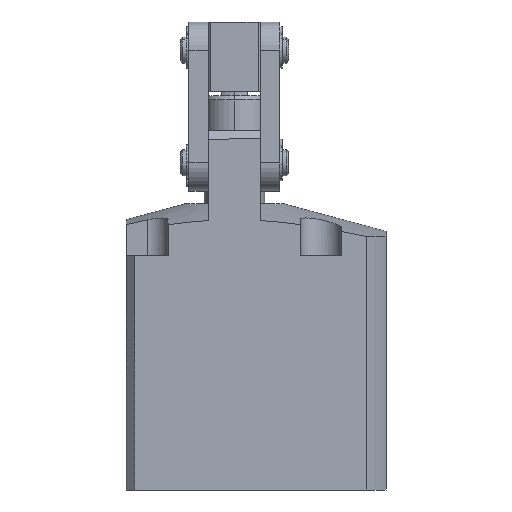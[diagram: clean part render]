
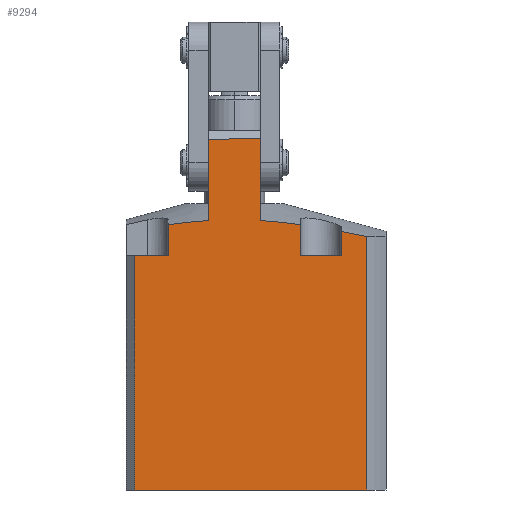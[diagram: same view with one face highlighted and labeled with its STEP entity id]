
A CAD part, front view. The second image highlights one B-rep face of the part: STEP entity #9294.
In plain terms, the highlighted planar face has unit normal (0, -1, 0).
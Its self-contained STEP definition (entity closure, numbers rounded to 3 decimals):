
#14 = B_SPLINE_CURVE_WITH_KNOTS ( 'NONE', 3,
 ( #989, #968, #998, #999, #1000, #1001 ),
 .UNSPECIFIED., .F., .F.,
 ( 4, 2, 4 ),
 ( 0.061, 0.065, 0.07 ),
 .UNSPECIFIED. ) ;
#18 = B_SPLINE_CURVE_WITH_KNOTS ( 'NONE', 3,
 ( #6837, #6836, #6854, #6855 ),
 .UNSPECIFIED., .F., .F.,
 ( 4, 4 ),
 ( 0.039, 0.049 ),
 .UNSPECIFIED. ) ;
#723 = CARTESIAN_POINT ( 'NONE',  ( 30.582, -25., 66. ) ) ;
#725 = DIRECTION ( 'NONE',  ( 0., 0., -1. ) ) ;
#741 = CARTESIAN_POINT ( 'NONE',  ( 15.25, -25., 54. ) ) ;
#746 = DIRECTION ( 'NONE',  ( 0., 0., 1. ) ) ;
#750 = CARTESIAN_POINT ( 'NONE',  ( -15.25, -25., 54. ) ) ;
#752 = DIRECTION ( 'NONE',  ( 0., 0., 1. ) ) ;
#757 = DIRECTION ( 'NONE',  ( 0., 0., 1. ) ) ;
#759 = CARTESIAN_POINT ( 'NONE',  ( 6., -25., -500000. ) ) ;
#763 = CARTESIAN_POINT ( 'NONE',  ( -23., -25., 66. ) ) ;
#764 = DIRECTION ( 'NONE',  ( 0., 0., -1. ) ) ;
#765 = CARTESIAN_POINT ( 'NONE',  ( -6., -25., -500000. ) ) ;
#766 = DIRECTION ( 'NONE',  ( 0., 0., 1. ) ) ;
#767 = CARTESIAN_POINT ( 'NONE',  ( -6., -25., 81. ) ) ;
#768 = DIRECTION ( 'NONE',  ( -1., 0., 0. ) ) ;
#879 = CARTESIAN_POINT ( 'NONE',  ( 24.75, -25., 59.655 ) ) ;
#880 = CARTESIAN_POINT ( 'NONE',  ( 26.698, -25., 59.288 ) ) ;
#884 = CARTESIAN_POINT ( 'NONE',  ( 28.642, -25., 58.9 ) ) ;
#885 = CARTESIAN_POINT ( 'NONE',  ( 30.582, -25., 58.497 ) ) ;
#953 = CARTESIAN_POINT ( 'NONE',  ( -25., -25., 54. ) ) ;
#954 = DIRECTION ( 'NONE',  ( -1., 0., 0. ) ) ;
#968 = CARTESIAN_POINT ( 'NONE',  ( 7.541, -25., 62.096 ) ) ;
#988 = CARTESIAN_POINT ( 'NONE',  ( 24.75, -25., 54. ) ) ;
#989 = CARTESIAN_POINT ( 'NONE',  ( 6., -25., 62.192 ) ) ;
#990 = DIRECTION ( 'NONE',  ( 0., 0., 1. ) ) ;
#992 = CARTESIAN_POINT ( 'NONE',  ( 15.25, -25., 54. ) ) ;
#993 = DIRECTION ( 'NONE',  ( -1., 0., 0. ) ) ;
#998 = CARTESIAN_POINT ( 'NONE',  ( 9.082, -25., 61.964 ) ) ;
#999 = CARTESIAN_POINT ( 'NONE',  ( 12.168, -25., 61.641 ) ) ;
#1000 = CARTESIAN_POINT ( 'NONE',  ( 13.713, -25., 61.449 ) ) ;
#1001 = CARTESIAN_POINT ( 'NONE',  ( 15.25, -25., 61.235 ) ) ;
#1020 = VERTEX_POINT ( 'NONE', #1608 ) ;
#1021 = VERTEX_POINT ( 'NONE', #1599 ) ;
#1022 = VERTEX_POINT ( 'NONE', #1604 ) ;
#1025 = VERTEX_POINT ( 'NONE', #1593 ) ;
#1028 = VERTEX_POINT ( 'NONE', #1615 ) ;
#1030 = VERTEX_POINT ( 'NONE', #1619 ) ;
#1336 = EDGE_CURVE ( 'NONE', #6624, #3075, #2038, .T. ) ;
#1593 = CARTESIAN_POINT ( 'NONE',  ( 15.25, -25., 54. ) ) ;
#1599 = CARTESIAN_POINT ( 'NONE',  ( -23., -25., 54. ) ) ;
#1604 = CARTESIAN_POINT ( 'NONE',  ( 24.75, -25., 54. ) ) ;
#1608 = CARTESIAN_POINT ( 'NONE',  ( -15.25, -25., 54. ) ) ;
#1615 = CARTESIAN_POINT ( 'NONE',  ( 6., -25., 81. ) ) ;
#1619 = CARTESIAN_POINT ( 'NONE',  ( -6., -25., 81. ) ) ;
#2038 = LINE ( 'NONE', #5214, #2048 ) ;
#2048 = VECTOR ( 'NONE', #5216, 1000. ) ;
#2916 = LINE ( 'NONE', #723, #2919 ) ;
#2919 = VECTOR ( 'NONE', #725, 1000. ) ;
#3075 = VERTEX_POINT ( 'NONE', #7360 ) ;
#3326 = EDGE_LOOP ( 'NONE', ( #6335, #6336, #6337, #6338, #6339, #6340, #6341, #6342, #6343, #6344, #6345, #6346, #6347, #6348 ) ) ;
#3568 = VERTEX_POINT ( 'NONE', #7448 ) ;
#3574 = VERTEX_POINT ( 'NONE', #7451 ) ;
#3576 = VERTEX_POINT ( 'NONE', #7452 ) ;
#3581 = VERTEX_POINT ( 'NONE', #7455 ) ;
#3583 = VERTEX_POINT ( 'NONE', #7456 ) ;
#3592 = VERTEX_POINT ( 'NONE', #7460 ) ;
#4592 = AXIS2_PLACEMENT_3D ( 'NONE', #7139, #7149, #7150 ) ;
#5214 = CARTESIAN_POINT ( 'NONE',  ( 0., -25., 0. ) ) ;
#5216 = DIRECTION ( 'NONE',  ( 1., 0., 0. ) ) ;
#6335 = ORIENTED_EDGE ( 'NONE', *, *, #8265, .T. ) ;
#6336 = ORIENTED_EDGE ( 'NONE', *, *, #8223, .T. ) ;
#6337 = ORIENTED_EDGE ( 'NONE', *, *, #1336, .T. ) ;
#6338 = ORIENTED_EDGE ( 'NONE', *, *, #8204, .F. ) ;
#6339 = ORIENTED_EDGE ( 'NONE', *, *, #8249, .F. ) ;
#6340 = ORIENTED_EDGE ( 'NONE', *, *, #8274, .F. ) ;
#6341 = ORIENTED_EDGE ( 'NONE', *, *, #8276, .T. ) ;
#6342 = ORIENTED_EDGE ( 'NONE', *, *, #8217, .T. ) ;
#6343 = ORIENTED_EDGE ( 'NONE', *, *, #8278, .F. ) ;
#6344 = ORIENTED_EDGE ( 'NONE', *, *, #8222, .T. ) ;
#6345 = ORIENTED_EDGE ( 'NONE', *, *, #8227, .T. ) ;
#6346 = ORIENTED_EDGE ( 'NONE', *, *, #8224, .F. ) ;
#6347 = ORIENTED_EDGE ( 'NONE', *, *, #8292, .F. ) ;
#6348 = ORIENTED_EDGE ( 'NONE', *, *, #8219, .F. ) ;
#6624 = VERTEX_POINT ( 'NONE', #7470 ) ;
#6836 = CARTESIAN_POINT ( 'NONE',  ( -12.171, -25., 61.664 ) ) ;
#6837 = CARTESIAN_POINT ( 'NONE',  ( -15.25, -25., 61.235 ) ) ;
#6854 = CARTESIAN_POINT ( 'NONE',  ( -9.088, -25., 61.999 ) ) ;
#6855 = CARTESIAN_POINT ( 'NONE',  ( -6., -25., 62.192 ) ) ;
#7139 = CARTESIAN_POINT ( 'NONE',  ( 0., -25., 66. ) ) ;
#7147 = PLANE ( 'NONE',  #4592 ) ;
#7149 = DIRECTION ( 'NONE',  ( 0., 1., 0. ) ) ;
#7150 = DIRECTION ( 'NONE',  ( 0., 0., 1. ) ) ;
#7360 = CARTESIAN_POINT ( 'NONE',  ( 30.582, -25., 0. ) ) ;
#7448 = CARTESIAN_POINT ( 'NONE',  ( -15.25, -25., 61.235 ) ) ;
#7451 = CARTESIAN_POINT ( 'NONE',  ( 24.75, -25., 59.655 ) ) ;
#7452 = CARTESIAN_POINT ( 'NONE',  ( -6., -25., 62.192 ) ) ;
#7455 = CARTESIAN_POINT ( 'NONE',  ( 6., -25., 62.192 ) ) ;
#7456 = CARTESIAN_POINT ( 'NONE',  ( 15.25, -25., 61.235 ) ) ;
#7460 = CARTESIAN_POINT ( 'NONE',  ( 30.582, -25., 58.497 ) ) ;
#7470 = CARTESIAN_POINT ( 'NONE',  ( -23., -25., 0. ) ) ;
#8204 = EDGE_CURVE ( 'NONE', #3592, #3075, #2916, .T. ) ;
#8217 = EDGE_CURVE ( 'NONE', #1025, #3583, #8349, .T. ) ;
#8219 = EDGE_CURVE ( 'NONE', #1020, #3568, #8351, .T. ) ;
#8222 = EDGE_CURVE ( 'NONE', #3581, #1028, #8356, .T. ) ;
#8223 = EDGE_CURVE ( 'NONE', #1021, #6624, #8357, .T. ) ;
#8224 = EDGE_CURVE ( 'NONE', #3576, #1030, #8359, .T. ) ;
#8227 = EDGE_CURVE ( 'NONE', #1028, #1030, #8364, .T. ) ;
#8249 = EDGE_CURVE ( 'NONE', #3574, #3592, #9222, .T. ) ;
#8265 = EDGE_CURVE ( 'NONE', #1020, #1021, #8409, .T. ) ;
#8274 = EDGE_CURVE ( 'NONE', #1022, #3574, #8421, .T. ) ;
#8276 = EDGE_CURVE ( 'NONE', #1022, #1025, #8423, .T. ) ;
#8278 = EDGE_CURVE ( 'NONE', #3581, #3583, #14, .T. ) ;
#8292 = EDGE_CURVE ( 'NONE', #3568, #3576, #18, .T. ) ;
#8349 = LINE ( 'NONE', #741, #8350 ) ;
#8350 = VECTOR ( 'NONE', #752, 1000. ) ;
#8351 = LINE ( 'NONE', #750, #8353 ) ;
#8353 = VECTOR ( 'NONE', #746, 1000. ) ;
#8356 = LINE ( 'NONE', #759, #8358 ) ;
#8357 = LINE ( 'NONE', #763, #8360 ) ;
#8358 = VECTOR ( 'NONE', #757, 1000. ) ;
#8359 = LINE ( 'NONE', #765, #8362 ) ;
#8360 = VECTOR ( 'NONE', #764, 1000. ) ;
#8362 = VECTOR ( 'NONE', #766, 1000. ) ;
#8364 = LINE ( 'NONE', #767, #8366 ) ;
#8366 = VECTOR ( 'NONE', #768, 1000. ) ;
#8409 = LINE ( 'NONE', #953, #8412 ) ;
#8412 = VECTOR ( 'NONE', #954, 1000. ) ;
#8421 = LINE ( 'NONE', #988, #8422 ) ;
#8422 = VECTOR ( 'NONE', #990, 1000. ) ;
#8423 = LINE ( 'NONE', #992, #8426 ) ;
#8426 = VECTOR ( 'NONE', #993, 1000. ) ;
#8517 = FACE_OUTER_BOUND ( 'NONE', #3326, .T. ) ;
#9222 = B_SPLINE_CURVE_WITH_KNOTS ( 'NONE', 3,
 ( #879, #880, #884, #885 ),
 .UNSPECIFIED., .F., .F.,
 ( 4, 4 ),
 ( 0.08, 0.086 ),
 .UNSPECIFIED. ) ;
#9294 = ADVANCED_FACE ( 'NONE', ( #8517 ), #7147, .F. ) ;
